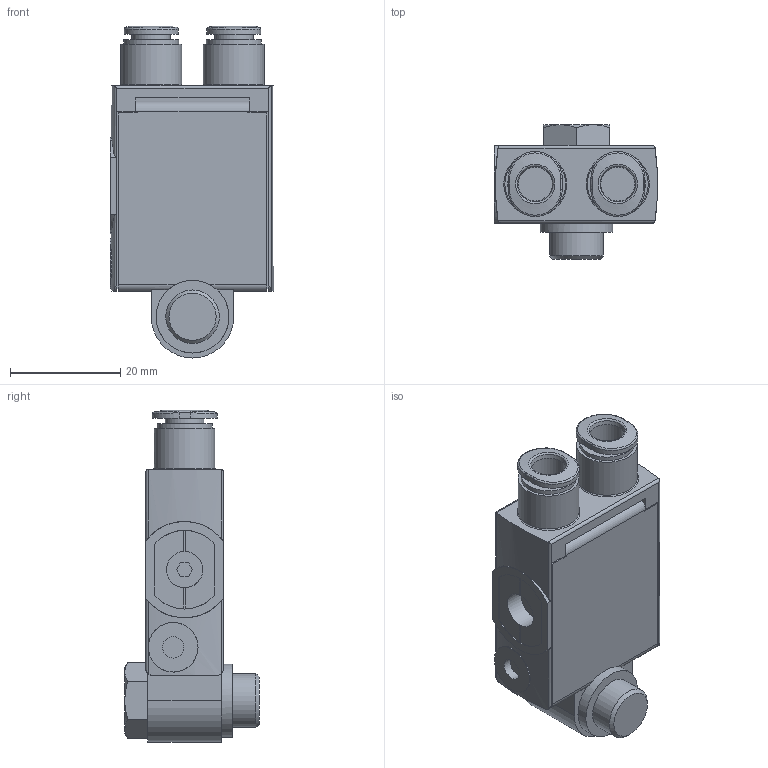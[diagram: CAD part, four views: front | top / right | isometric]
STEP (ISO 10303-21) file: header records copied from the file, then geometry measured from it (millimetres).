
FILE_DESCRIPTION(/* description */ ('STEP AP214'),/* implementation_level */ '2;1');
FILE_NAME(/* name */ '8001459_VFOF-LE-BAH-G18-Q6',/* time_stamp */ '2024-09-12T07:39:29+02:00',/* author */ ('License CC BY-ND 4.0'),/* organization */ ('CADENAS'),/* preprocessor_version */ 'ST-DEVELOPER v19.3',/* originating_system */ 'PARTsolutions',/* authorisation */ ' ');
FILE_SCHEMA (('AUTOMOTIVE_DESIGN {1 0 10303 214 3 1 1}'));
Length unit declared in the file: millimetre
Products named in the file (1): 8001459 VFOF-LE-BAH-G18-Q6
Bounding box: 29.61 x 24.41 x 60.3 mm (x, y, z)
Volume: 19572.3 mm3; surface area: 6697.5 mm2
Topology: 1 solids, 1 shells, 180 faces, 455 edges, 296 vertices
Faces by surface type: plane 109, cylinder 48, cone 11, bspline 8, torus 4
Full cylindrical faces by diameter (mm): 3.9 x1, 6.2 x2, 6.6 x1, 7 x2, 9 x1, 9.728 x1, 10 x2, 11.05 x2, 13.21 x1
Entity records: 6697 total; most frequent: CARTESIAN_POINT 1242, ORIENTED_EDGE 856, DIRECTION 824, EDGE_CURVE 428, VERTEX_POINT 291, AXIS2_PLACEMENT_3D 280, LINE 264, VECTOR 264
